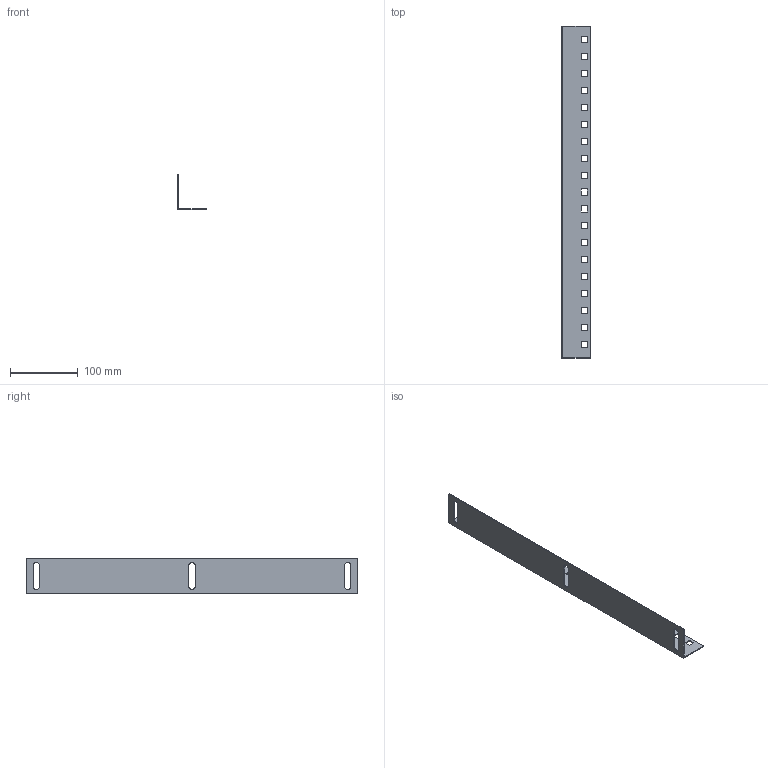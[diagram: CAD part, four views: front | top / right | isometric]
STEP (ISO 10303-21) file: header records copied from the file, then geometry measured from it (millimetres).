
FILE_DESCRIPTION (( 'STEP AP214' ), '1' );
FILE_NAME ('YKM30-UV-0490 Óãîëîê âåðòèêàëüíûé 490 (îöèíê), äëÿ ÊÑÐÌ (ê-ò 2 øò.).STEP', '2016-10-19T13:18:00', ( 'user' ), ( '' ), 'SwSTEP 2.0', 'SolidWorks 2014', '' );
FILE_SCHEMA (( 'AUTOMOTIVE_DESIGN' ));
Length unit declared in the file: millimetre
Products named in the file (1): YKM30-UV-0490 Óãîëîê âåðòèêàëüíûé 490 (îöèíê), äëÿ ÊÑÐÌ (ê-ò 2 øò.)
Bounding box: 42 x 490 x 52 mm (x, y, z)
Volume: 64137.2 mm3; surface area: 88696 mm2
Topology: 1 solids, 1 shells, 99 faces, 291 edges, 194 vertices
Faces by surface type: plane 90, cylinder 9
Entity records: 3365 total; most frequent: CARTESIAN_POINT 585, ORIENTED_EDGE 582, DIRECTION 509, EDGE_CURVE 291, LINE 273, VECTOR 273, VERTEX_POINT 194, EDGE_LOOP 143
